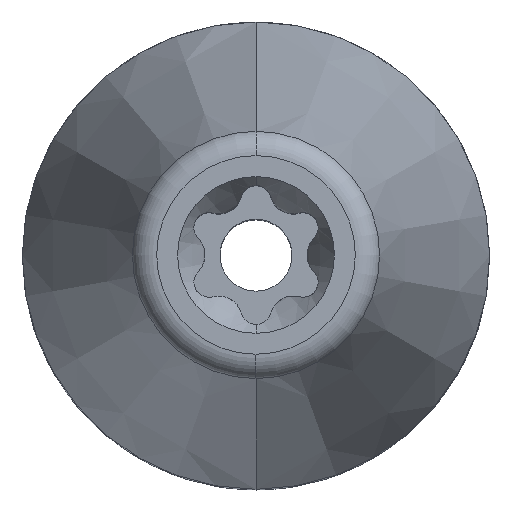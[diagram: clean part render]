
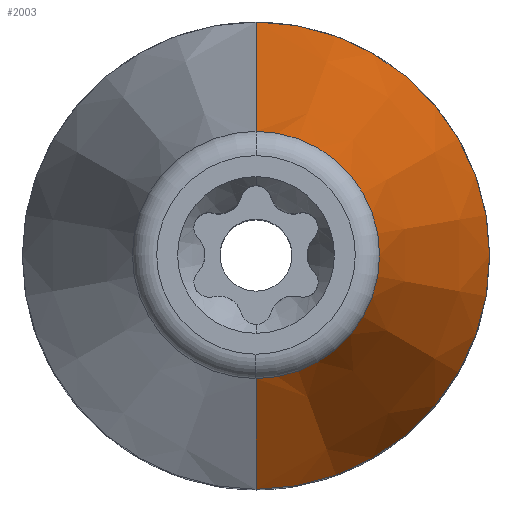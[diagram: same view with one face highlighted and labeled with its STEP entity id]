
A CAD part, top view. The second image highlights one B-rep face of the part: STEP entity #2003.
In plain terms, the highlighted conical face has half-angle 14.931 degrees and reference radius 4.969 mm.
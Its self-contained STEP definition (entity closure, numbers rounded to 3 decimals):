
#207=CARTESIAN_POINT('',(0.,0.,11.));
#208=DIRECTION('',(0.,0.,1.));
#209=DIRECTION('',(1.,0.,0.));
#210=AXIS2_PLACEMENT_3D('',#207,#208,#209);
#307=CARTESIAN_POINT('',(0.,0.,11.));
#308=DIRECTION('',(0.,0.,1.));
#309=DIRECTION('',(0.,-1.,0.));
#310=AXIS2_PLACEMENT_3D('',#307,#308,#309);
#975=CARTESIAN_POINT('',(0.,0.,22.48));
#976=DIRECTION('',(0.,0.,1.));
#977=DIRECTION('',(0.,-1.,0.));
#978=AXIS2_PLACEMENT_3D('',#975,#976,#977);
#980=DIRECTION('',(0.,0.258,-0.966));
#981=VECTOR('',#980,11.882);
#982=CARTESIAN_POINT('',(0.,3.439,
22.48));
#983=LINE('',#982,#981);
#984=DIRECTION('',(0.,-0.258,-0.966));
#985=VECTOR('',#984,11.882);
#986=CARTESIAN_POINT('',(0.,-3.439,
22.48));
#987=LINE('',#986,#985);
#1144=CARTESIAN_POINT('',(0.,6.5,11.));
#1146=VERTEX_POINT('',#1144);
#1148=CARTESIAN_POINT('',(0.,-6.5,11.));
#1149=VERTEX_POINT('',#1148);
#1150=CARTESIAN_POINT('',(6.5,0.,11.));
#1151=VERTEX_POINT('',#1150);
#1156=CARTESIAN_POINT('',(0.,3.439,22.48));
#1157=CARTESIAN_POINT('',(0.,-3.439,22.48));
#1158=VERTEX_POINT('',#1156);
#1159=VERTEX_POINT('',#1157);
#1989=CARTESIAN_POINT('',(0.,0.,16.74));
#1990=DIRECTION('',(0.,0.,-1.));
#1991=DIRECTION('',(0.,-1.,0.));
#1992=AXIS2_PLACEMENT_3D('',#1989,#1990,#1991);
#1993=CONICAL_SURFACE('',#1992,4.969,14.931);
#1994=ORIENTED_EDGE('',*,*,#1983,.T.);
#1996=ORIENTED_EDGE('',*,*,#1995,.T.);
#1997=ORIENTED_EDGE('',*,*,#1295,.F.);
#1998=ORIENTED_EDGE('',*,*,#1339,.F.);
#2000=ORIENTED_EDGE('',*,*,#1999,.F.);
#2001=EDGE_LOOP('',(#1994,#1996,#1997,#1998,#2000));
#2002=FACE_OUTER_BOUND('',#2001,.F.);
#2003=ADVANCED_FACE('',(#2002),#1993,.T.);
#211=CIRCLE('',#210,6.5);
#311=CIRCLE('',#310,6.5);
#979=CIRCLE('',#978,3.439);
#1295=EDGE_CURVE('',#1151,#1146,#211,.T.);
#1339=EDGE_CURVE('',#1149,#1151,#311,.T.);
#1983=EDGE_CURVE('',#1159,#1158,#979,.T.);
#1995=EDGE_CURVE('',#1158,#1146,#983,.T.);
#1999=EDGE_CURVE('',#1159,#1149,#987,.T.);
